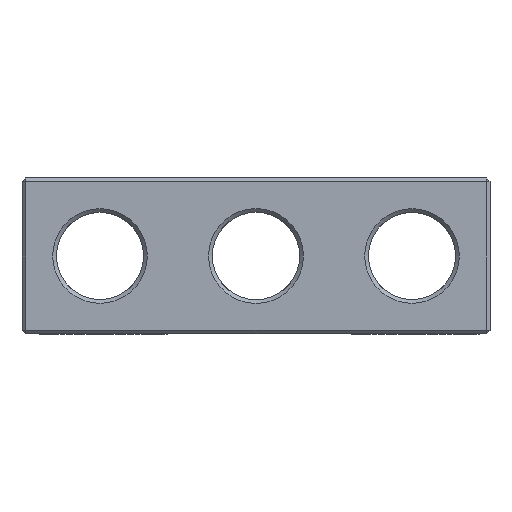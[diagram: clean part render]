
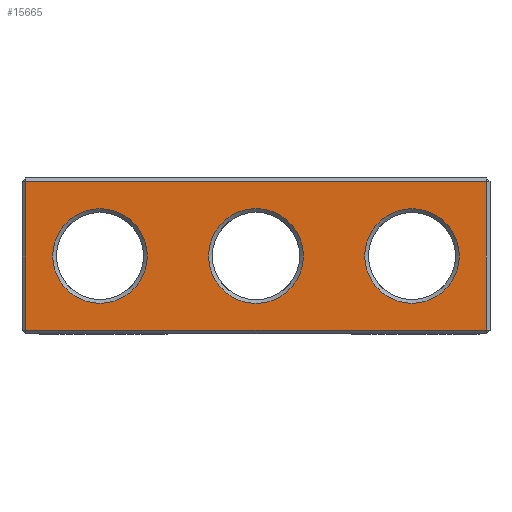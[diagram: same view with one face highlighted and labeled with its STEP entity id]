
A CAD part, front view. The second image highlights one B-rep face of the part: STEP entity #15665.
In plain terms, the highlighted planar face has unit normal (0, -1, 0).
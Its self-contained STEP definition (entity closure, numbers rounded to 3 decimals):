
#1553 = PLANE('',#1554);
#1554 = AXIS2_PLACEMENT_3D('',#1555,#1556,#1557);
#1555 = CARTESIAN_POINT('',(-31.25,-6.1,0.15));
#1556 = DIRECTION('',(0.,-0.707,-0.707));
#1557 = DIRECTION('',(-1.,-0.,-0.));
#9937 = VERTEX_POINT('',#9938);
#9938 = CARTESIAN_POINT('',(-30.95,-6.25,0.3));
#9964 = EDGE_CURVE('',#9937,#9965,#9967,.T.);
#9965 = VERTEX_POINT('',#9966);
#9966 = CARTESIAN_POINT('',(5.95,-6.25,0.3));
#9967 = SURFACE_CURVE('',#9968,(#9972,#9979),.PCURVE_S1.);
#9968 = LINE('',#9969,#9970);
#9969 = CARTESIAN_POINT('',(-31.25,-6.25,0.3));
#9970 = VECTOR('',#9971,1.);
#9971 = DIRECTION('',(1.,0.,0.));
#9972 = PCURVE('',#1553,#9973);
#9973 = DEFINITIONAL_REPRESENTATION('',(#9974),#9978);
#9974 = LINE('',#9975,#9976);
#9975 = CARTESIAN_POINT('',(-0.,-0.212));
#9976 = VECTOR('',#9977,1.);
#9977 = DIRECTION('',(-1.,0.));
#9978 = ( GEOMETRIC_REPRESENTATION_CONTEXT(2) 
PARAMETRIC_REPRESENTATION_CONTEXT() REPRESENTATION_CONTEXT('2D SPACE',''
  ) );
#9979 = PCURVE('',#9980,#9985);
#9980 = PLANE('',#9981);
#9981 = AXIS2_PLACEMENT_3D('',#9982,#9983,#9984);
#9982 = CARTESIAN_POINT('',(-31.25,-6.25,0.));
#9983 = DIRECTION('',(0.,1.,0.));
#9984 = DIRECTION('',(1.,0.,0.));
#9985 = DEFINITIONAL_REPRESENTATION('',(#9986),#9990);
#9986 = LINE('',#9987,#9988);
#9987 = CARTESIAN_POINT('',(0.,-0.3));
#9988 = VECTOR('',#9989,1.);
#9989 = DIRECTION('',(1.,0.));
#9990 = ( GEOMETRIC_REPRESENTATION_CONTEXT(2) 
PARAMETRIC_REPRESENTATION_CONTEXT() REPRESENTATION_CONTEXT('2D SPACE',''
  ) );
#15299 = PLANE('',#15300);
#15300 = AXIS2_PLACEMENT_3D('',#15301,#15302,#15303);
#15301 = CARTESIAN_POINT('',(6.1,-6.1,0.));
#15302 = DIRECTION('',(0.707,-0.707,0.));
#15303 = DIRECTION('',(-0.,-0.,-1.));
#15654 = PLANE('',#15655);
#15655 = AXIS2_PLACEMENT_3D('',#15656,#15657,#15658);
#15656 = CARTESIAN_POINT('',(-31.1,-6.1,0.));
#15657 = DIRECTION('',(-0.707,-0.707,0.));
#15658 = DIRECTION('',(-0.,-0.,-1.));
#15665 = ADVANCED_FACE('',(#15666,#15741,#15776,#15807),#9980,.F.);
#15666 = FACE_BOUND('',#15667,.F.);
#15667 = EDGE_LOOP('',(#15668,#15698,#15719,#15720));
#15668 = ORIENTED_EDGE('',*,*,#15669,.T.);
#15669 = EDGE_CURVE('',#15670,#15672,#15674,.T.);
#15670 = VERTEX_POINT('',#15671);
#15671 = CARTESIAN_POINT('',(-30.95,-6.25,12.2));
#15672 = VERTEX_POINT('',#15673);
#15673 = CARTESIAN_POINT('',(5.95,-6.25,12.2));
#15674 = SURFACE_CURVE('',#15675,(#15679,#15686),.PCURVE_S1.);
#15675 = LINE('',#15676,#15677);
#15676 = CARTESIAN_POINT('',(-31.25,-6.25,12.2));
#15677 = VECTOR('',#15678,1.);
#15678 = DIRECTION('',(1.,0.,0.));
#15679 = PCURVE('',#9980,#15680);
#15680 = DEFINITIONAL_REPRESENTATION('',(#15681),#15685);
#15681 = LINE('',#15682,#15683);
#15682 = CARTESIAN_POINT('',(0.,-12.2));
#15683 = VECTOR('',#15684,1.);
#15684 = DIRECTION('',(1.,0.));
#15685 = ( GEOMETRIC_REPRESENTATION_CONTEXT(2) 
PARAMETRIC_REPRESENTATION_CONTEXT() REPRESENTATION_CONTEXT('2D SPACE',''
  ) );
#15686 = PCURVE('',#15687,#15692);
#15687 = PLANE('',#15688);
#15688 = AXIS2_PLACEMENT_3D('',#15689,#15690,#15691);
#15689 = CARTESIAN_POINT('',(-31.25,-6.1,12.35));
#15690 = DIRECTION('',(0.,0.707,-0.707));
#15691 = DIRECTION('',(-1.,-0.,-0.));
#15692 = DEFINITIONAL_REPRESENTATION('',(#15693),#15697);
#15693 = LINE('',#15694,#15695);
#15694 = CARTESIAN_POINT('',(-0.,-0.212));
#15695 = VECTOR('',#15696,1.);
#15696 = DIRECTION('',(-1.,0.));
#15697 = ( GEOMETRIC_REPRESENTATION_CONTEXT(2) 
PARAMETRIC_REPRESENTATION_CONTEXT() REPRESENTATION_CONTEXT('2D SPACE',''
  ) );
#15698 = ORIENTED_EDGE('',*,*,#15699,.F.);
#15699 = EDGE_CURVE('',#9965,#15672,#15700,.T.);
#15700 = SURFACE_CURVE('',#15701,(#15705,#15712),.PCURVE_S1.);
#15701 = LINE('',#15702,#15703);
#15702 = CARTESIAN_POINT('',(5.95,-6.25,0.));
#15703 = VECTOR('',#15704,1.);
#15704 = DIRECTION('',(0.,0.,1.));
#15705 = PCURVE('',#9980,#15706);
#15706 = DEFINITIONAL_REPRESENTATION('',(#15707),#15711);
#15707 = LINE('',#15708,#15709);
#15708 = CARTESIAN_POINT('',(37.2,0.));
#15709 = VECTOR('',#15710,1.);
#15710 = DIRECTION('',(0.,-1.));
#15711 = ( GEOMETRIC_REPRESENTATION_CONTEXT(2) 
PARAMETRIC_REPRESENTATION_CONTEXT() REPRESENTATION_CONTEXT('2D SPACE',''
  ) );
#15712 = PCURVE('',#15299,#15713);
#15713 = DEFINITIONAL_REPRESENTATION('',(#15714),#15718);
#15714 = LINE('',#15715,#15716);
#15715 = CARTESIAN_POINT('',(-0.,-0.212));
#15716 = VECTOR('',#15717,1.);
#15717 = DIRECTION('',(-1.,0.));
#15718 = ( GEOMETRIC_REPRESENTATION_CONTEXT(2) 
PARAMETRIC_REPRESENTATION_CONTEXT() REPRESENTATION_CONTEXT('2D SPACE',''
  ) );
#15719 = ORIENTED_EDGE('',*,*,#9964,.F.);
#15720 = ORIENTED_EDGE('',*,*,#15721,.T.);
#15721 = EDGE_CURVE('',#9937,#15670,#15722,.T.);
#15722 = SURFACE_CURVE('',#15723,(#15727,#15734),.PCURVE_S1.);
#15723 = LINE('',#15724,#15725);
#15724 = CARTESIAN_POINT('',(-30.95,-6.25,0.));
#15725 = VECTOR('',#15726,1.);
#15726 = DIRECTION('',(0.,0.,1.));
#15727 = PCURVE('',#9980,#15728);
#15728 = DEFINITIONAL_REPRESENTATION('',(#15729),#15733);
#15729 = LINE('',#15730,#15731);
#15730 = CARTESIAN_POINT('',(0.3,0.));
#15731 = VECTOR('',#15732,1.);
#15732 = DIRECTION('',(0.,-1.));
#15733 = ( GEOMETRIC_REPRESENTATION_CONTEXT(2) 
PARAMETRIC_REPRESENTATION_CONTEXT() REPRESENTATION_CONTEXT('2D SPACE',''
  ) );
#15734 = PCURVE('',#15654,#15735);
#15735 = DEFINITIONAL_REPRESENTATION('',(#15736),#15740);
#15736 = LINE('',#15737,#15738);
#15737 = CARTESIAN_POINT('',(-0.,0.212));
#15738 = VECTOR('',#15739,1.);
#15739 = DIRECTION('',(-1.,0.));
#15740 = ( GEOMETRIC_REPRESENTATION_CONTEXT(2) 
PARAMETRIC_REPRESENTATION_CONTEXT() REPRESENTATION_CONTEXT('2D SPACE',''
  ) );
#15741 = FACE_BOUND('',#15742,.F.);
#15742 = EDGE_LOOP('',(#15743));
#15743 = ORIENTED_EDGE('',*,*,#15744,.T.);
#15744 = EDGE_CURVE('',#15745,#15745,#15747,.T.);
#15745 = VERTEX_POINT('',#15746);
#15746 = CARTESIAN_POINT('',(-25.,-6.25,10.04));
#15747 = SURFACE_CURVE('',#15748,(#15753,#15764),.PCURVE_S1.);
#15748 = CIRCLE('',#15749,3.79);
#15749 = AXIS2_PLACEMENT_3D('',#15750,#15751,#15752);
#15750 = CARTESIAN_POINT('',(-25.,-6.25,6.25));
#15751 = DIRECTION('',(0.,-1.,0.));
#15752 = DIRECTION('',(0.,0.,1.));
#15753 = PCURVE('',#9980,#15754);
#15754 = DEFINITIONAL_REPRESENTATION('',(#15755),#15763);
#15755 = ( BOUNDED_CURVE() B_SPLINE_CURVE(2,(#15756,#15757,#15758,#15759
    ,#15760,#15761,#15762),.UNSPECIFIED.,.T.,.F.) 
B_SPLINE_CURVE_WITH_KNOTS((1,2,2,2,2,1),(-2.094,0.,
    2.094,4.189,6.283,8.378),
.UNSPECIFIED.) CURVE() GEOMETRIC_REPRESENTATION_ITEM() 
RATIONAL_B_SPLINE_CURVE((1.,0.5,1.,0.5,1.,0.5,1.)) REPRESENTATION_ITEM(
  '') );
#15756 = CARTESIAN_POINT('',(6.25,-10.04));
#15757 = CARTESIAN_POINT('',(-0.314,-10.04));
#15758 = CARTESIAN_POINT('',(2.968,-4.355));
#15759 = CARTESIAN_POINT('',(6.25,1.33));
#15760 = CARTESIAN_POINT('',(9.532,-4.355));
#15761 = CARTESIAN_POINT('',(12.814,-10.04));
#15762 = CARTESIAN_POINT('',(6.25,-10.04));
#15763 = ( GEOMETRIC_REPRESENTATION_CONTEXT(2) 
PARAMETRIC_REPRESENTATION_CONTEXT() REPRESENTATION_CONTEXT('2D SPACE',''
  ) );
#15764 = PCURVE('',#15765,#15770);
#15765 = CONICAL_SURFACE('',#15766,3.49,0.785);
#15766 = AXIS2_PLACEMENT_3D('',#15767,#15768,#15769);
#15767 = CARTESIAN_POINT('',(-25.,-5.95,6.25));
#15768 = DIRECTION('',(0.,-1.,0.));
#15769 = DIRECTION('',(0.,0.,1.));
#15770 = DEFINITIONAL_REPRESENTATION('',(#15771),#15775);
#15771 = LINE('',#15772,#15773);
#15772 = CARTESIAN_POINT('',(0.,0.3));
#15773 = VECTOR('',#15774,1.);
#15774 = DIRECTION('',(1.,0.));
#15775 = ( GEOMETRIC_REPRESENTATION_CONTEXT(2) 
PARAMETRIC_REPRESENTATION_CONTEXT() REPRESENTATION_CONTEXT('2D SPACE',''
  ) );
#15776 = FACE_BOUND('',#15777,.F.);
#15777 = EDGE_LOOP('',(#15778));
#15778 = ORIENTED_EDGE('',*,*,#15779,.F.);
#15779 = EDGE_CURVE('',#15780,#15780,#15782,.T.);
#15780 = VERTEX_POINT('',#15781);
#15781 = CARTESIAN_POINT('',(-12.5,-6.25,10.05));
#15782 = SURFACE_CURVE('',#15783,(#15788,#15795),.PCURVE_S1.);
#15783 = CIRCLE('',#15784,3.8);
#15784 = AXIS2_PLACEMENT_3D('',#15785,#15786,#15787);
#15785 = CARTESIAN_POINT('',(-12.5,-6.25,6.25));
#15786 = DIRECTION('',(0.,1.,0.));
#15787 = DIRECTION('',(0.,0.,1.));
#15788 = PCURVE('',#9980,#15789);
#15789 = DEFINITIONAL_REPRESENTATION('',(#15790),#15794);
#15790 = CIRCLE('',#15791,3.8);
#15791 = AXIS2_PLACEMENT_2D('',#15792,#15793);
#15792 = CARTESIAN_POINT('',(18.75,-6.25));
#15793 = DIRECTION('',(0.,-1.));
#15794 = ( GEOMETRIC_REPRESENTATION_CONTEXT(2) 
PARAMETRIC_REPRESENTATION_CONTEXT() REPRESENTATION_CONTEXT('2D SPACE',''
  ) );
#15795 = PCURVE('',#15796,#15801);
#15796 = CONICAL_SURFACE('',#15797,3.5,0.785);
#15797 = AXIS2_PLACEMENT_3D('',#15798,#15799,#15800);
#15798 = CARTESIAN_POINT('',(-12.5,-5.95,6.25));
#15799 = DIRECTION('',(0.,-1.,0.));
#15800 = DIRECTION('',(0.,0.,1.));
#15801 = DEFINITIONAL_REPRESENTATION('',(#15802),#15806);
#15802 = LINE('',#15803,#15804);
#15803 = CARTESIAN_POINT('',(-0.,0.3));
#15804 = VECTOR('',#15805,1.);
#15805 = DIRECTION('',(-1.,0.));
#15806 = ( GEOMETRIC_REPRESENTATION_CONTEXT(2) 
PARAMETRIC_REPRESENTATION_CONTEXT() REPRESENTATION_CONTEXT('2D SPACE',''
  ) );
#15807 = FACE_BOUND('',#15808,.F.);
#15808 = EDGE_LOOP('',(#15809));
#15809 = ORIENTED_EDGE('',*,*,#15810,.F.);
#15810 = EDGE_CURVE('',#15811,#15811,#15813,.T.);
#15811 = VERTEX_POINT('',#15812);
#15812 = CARTESIAN_POINT('',(0.,-6.25,10.04));
#15813 = SURFACE_CURVE('',#15814,(#15819,#15826),.PCURVE_S1.);
#15814 = CIRCLE('',#15815,3.79);
#15815 = AXIS2_PLACEMENT_3D('',#15816,#15817,#15818);
#15816 = CARTESIAN_POINT('',(0.,-6.25,6.25));
#15817 = DIRECTION('',(0.,1.,0.));
#15818 = DIRECTION('',(0.,0.,1.));
#15819 = PCURVE('',#9980,#15820);
#15820 = DEFINITIONAL_REPRESENTATION('',(#15821),#15825);
#15821 = CIRCLE('',#15822,3.79);
#15822 = AXIS2_PLACEMENT_2D('',#15823,#15824);
#15823 = CARTESIAN_POINT('',(31.25,-6.25));
#15824 = DIRECTION('',(0.,-1.));
#15825 = ( GEOMETRIC_REPRESENTATION_CONTEXT(2) 
PARAMETRIC_REPRESENTATION_CONTEXT() REPRESENTATION_CONTEXT('2D SPACE',''
  ) );
#15826 = PCURVE('',#15827,#15832);
#15827 = CONICAL_SURFACE('',#15828,3.79,0.785);
#15828 = AXIS2_PLACEMENT_3D('',#15829,#15830,#15831);
#15829 = CARTESIAN_POINT('',(0.,-6.25,6.25));
#15830 = DIRECTION('',(0.,-1.,0.));
#15831 = DIRECTION('',(0.,0.,1.));
#15832 = DEFINITIONAL_REPRESENTATION('',(#15833),#15837);
#15833 = LINE('',#15834,#15835);
#15834 = CARTESIAN_POINT('',(-0.,-0.));
#15835 = VECTOR('',#15836,1.);
#15836 = DIRECTION('',(-1.,-0.));
#15837 = ( GEOMETRIC_REPRESENTATION_CONTEXT(2) 
PARAMETRIC_REPRESENTATION_CONTEXT() REPRESENTATION_CONTEXT('2D SPACE',''
  ) );
